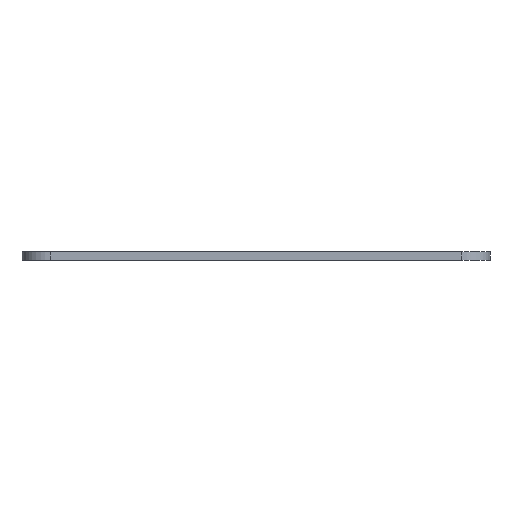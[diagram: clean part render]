
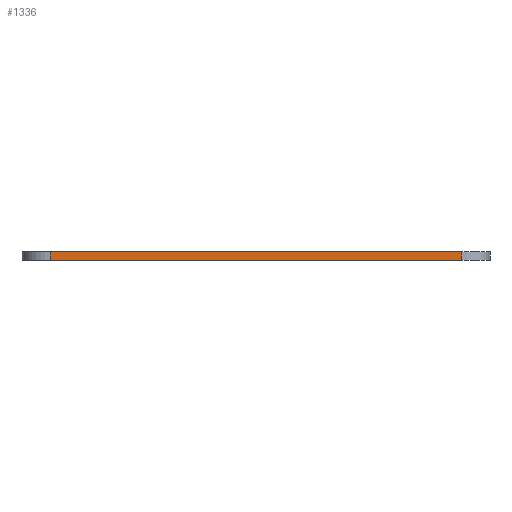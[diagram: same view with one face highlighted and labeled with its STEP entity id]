
A CAD part, left-side view. The second image highlights one B-rep face of the part: STEP entity #1336.
In plain terms, the highlighted planar face has unit normal (-1, 0, 0).
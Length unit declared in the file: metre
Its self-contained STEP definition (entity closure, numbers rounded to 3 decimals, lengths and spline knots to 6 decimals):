
#140=ORIENTED_EDGE('',*,*,#494,.T.);
#141=ORIENTED_EDGE('',*,*,#495,.T.);
#142=ORIENTED_EDGE('',*,*,#496,.F.);
#143=ORIENTED_EDGE('',*,*,#497,.T.);
#494=EDGE_CURVE('',#660,#661,#810,.T.);
#495=EDGE_CURVE('',#661,#662,#811,.T.);
#496=EDGE_CURVE('',#663,#662,#812,.T.);
#497=EDGE_CURVE('',#663,#660,#813,.F.);
#660=VERTEX_POINT('',#1980);
#661=VERTEX_POINT('',#1981);
#662=VERTEX_POINT('',#1983);
#663=VERTEX_POINT('',#1985);
#810=LINE('',#1979,#982);
#811=LINE('',#1982,#983);
#812=LINE('',#1984,#984);
#813=LINE('',#1986,#985);
#982=VECTOR('',#1609,1.);
#983=VECTOR('',#1610,1.);
#984=VECTOR('',#1611,1.);
#985=VECTOR('',#1612,1.);
#1098=EDGE_LOOP('',(#140,#141,#142,#143));
#1188=FACE_BOUND('',#1098,.T.);
#1278=PLANE('',#1415);
#1336=ADVANCED_FACE('',(#1188),#1278,.T.);
#1415=AXIS2_PLACEMENT_3D('',#1978,#1607,#1608);
#1607=DIRECTION('',(-1.,0.,0.));
#1608=DIRECTION('',(0.,-1.,0.));
#1609=DIRECTION('',(0.,1.,0.));
#1610=DIRECTION('',(0.,0.,-1.));
#1611=DIRECTION('',(0.,1.,0.));
#1612=DIRECTION('',(0.,0.,-1.));
#1978=CARTESIAN_POINT('',(-0.044243,-0.019446,0.0015));
#1979=CARTESIAN_POINT('',(-0.044243,-0.019446,0.0015));
#1980=CARTESIAN_POINT('',(-0.044243,-0.055687,0.0015));
#1981=CARTESIAN_POINT('',(-0.044243,0.016795,0.0015));
#1982=CARTESIAN_POINT('',(-0.044243,0.016795,0.0015));
#1983=CARTESIAN_POINT('',(-0.044243,0.016795,0.));
#1984=CARTESIAN_POINT('',(-0.044243,-0.019446,0.));
#1985=CARTESIAN_POINT('',(-0.044243,-0.055687,0.));
#1986=CARTESIAN_POINT('',(-0.044243,-0.055687,0.0015));
